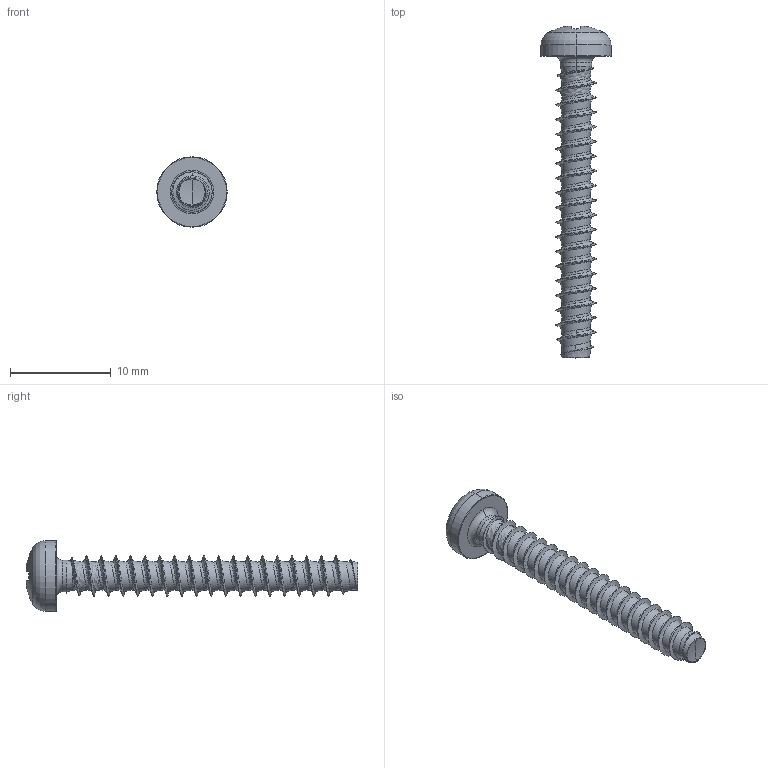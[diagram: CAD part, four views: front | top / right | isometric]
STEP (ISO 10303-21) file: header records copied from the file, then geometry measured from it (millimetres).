
FILE_DESCRIPTION (( 'STEP AP203' ), '1' );
FILE_NAME ('STP220400300.STEP', '2017-08-15T03:07:08', ( '' ), ( '' ), 'SwSTEP 2.0', 'SolidWorks 2015', '' );
FILE_SCHEMA (( 'CONFIG_CONTROL_DESIGN' ));
Products named in the file (1): STP220400300
Bounding box: 7 x 33.03 x 7 mm (x, y, z)
Volume: 306.4 mm3; surface area: 573.9 mm2
Topology: 1 solids, 1 shells, 208 faces, 510 edges, 304 vertices
Faces by surface type: cylinder 66, bspline 55, plane 30, torus 28, sphere 20, cone 9
Entity records: 37301 total; most frequent: CARTESIAN_POINT 32930, ORIENTED_EDGE 1016, DIRECTION 781, EDGE_CURVE 508, AXIS2_PLACEMENT_3D 335, VERTEX_POINT 304, EDGE_LOOP 210, ADVANCED_FACE 208
